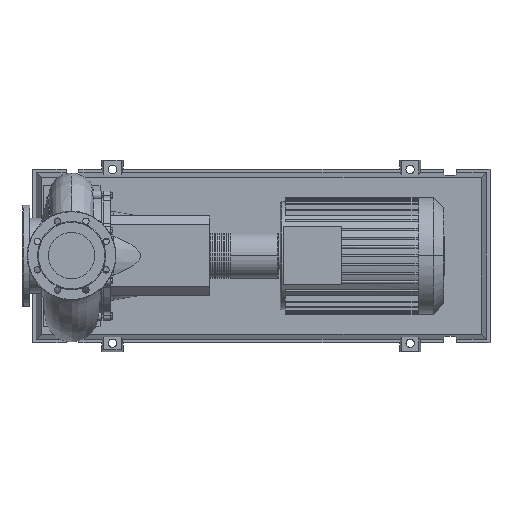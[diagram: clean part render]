
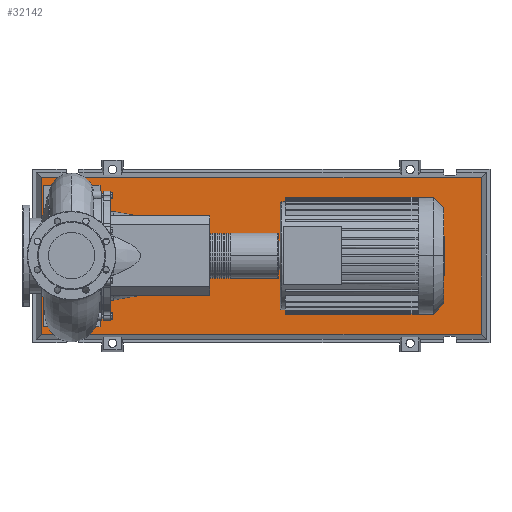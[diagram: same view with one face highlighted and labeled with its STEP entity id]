
A CAD part, top view. The second image highlights one B-rep face of the part: STEP entity #32142.
In plain terms, the highlighted planar face has unit normal (0, 0, 1).
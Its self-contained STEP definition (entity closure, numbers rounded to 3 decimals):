
#31823=CARTESIAN_POINT('',(1155.471,-220.471,103.0));
#31824=VERTEX_POINT('',#31823);
#31831=CARTESIAN_POINT('',(-85.471,-220.471,103.0));
#31832=VERTEX_POINT('',#31831);
#31833=CARTESIAN_POINT('',(1155.471,-220.471,103.0));
#31834=DIRECTION('',(-1.0,0.0,0.0));
#31835=VECTOR('',#31834,1240.941);
#31836=LINE('',#31833,#31835);
#31837=EDGE_CURVE('',#31824,#31832,#31836,.T.);
#32055=CARTESIAN_POINT('',(1155.471,220.471,103.0));
#32056=VERTEX_POINT('',#32055);
#32057=CARTESIAN_POINT('',(1155.471,220.471,103.0));
#32058=DIRECTION('',(0.0,-1.0,0.0));
#32059=VECTOR('',#32058,440.941);
#32060=LINE('',#32057,#32059);
#32061=EDGE_CURVE('',#32056,#31824,#32060,.T.);
#32079=CARTESIAN_POINT('',(-85.471,220.471,103.0));
#32080=VERTEX_POINT('',#32079);
#32081=CARTESIAN_POINT('',(-85.471,-220.471,103.0));
#32082=DIRECTION('',(0.0,1.0,0.0));
#32083=VECTOR('',#32082,440.941);
#32084=LINE('',#32081,#32083);
#32085=EDGE_CURVE('',#31832,#32080,#32084,.T.);
#32118=CARTESIAN_POINT('',(-85.471,220.471,103.0));
#32119=DIRECTION('',(1.0,0.0,0.0));
#32120=VECTOR('',#32119,1240.941);
#32121=LINE('',#32118,#32120);
#32122=EDGE_CURVE('',#32080,#32056,#32121,.T.);
#32131=CARTESIAN_POINT('',(535.,0.,103.0));
#32132=DIRECTION('',(0.0,0.0,1.0));
#32133=DIRECTION('',(1.0,0.0,0.0));
#32134=AXIS2_PLACEMENT_3D('',#32131,#32132,#32133);
#32135=PLANE('',#32134);
#32136=ORIENTED_EDGE('',*,*,#32061,.F.);
#32137=ORIENTED_EDGE('',*,*,#32122,.F.);
#32138=ORIENTED_EDGE('',*,*,#32085,.F.);
#32139=ORIENTED_EDGE('',*,*,#31837,.F.);
#32140=EDGE_LOOP('',(#32136,#32137,#32138,#32139));
#32141=FACE_OUTER_BOUND('',#32140,.T.);
#32142=ADVANCED_FACE('',(#32141),#32135,.T.);
